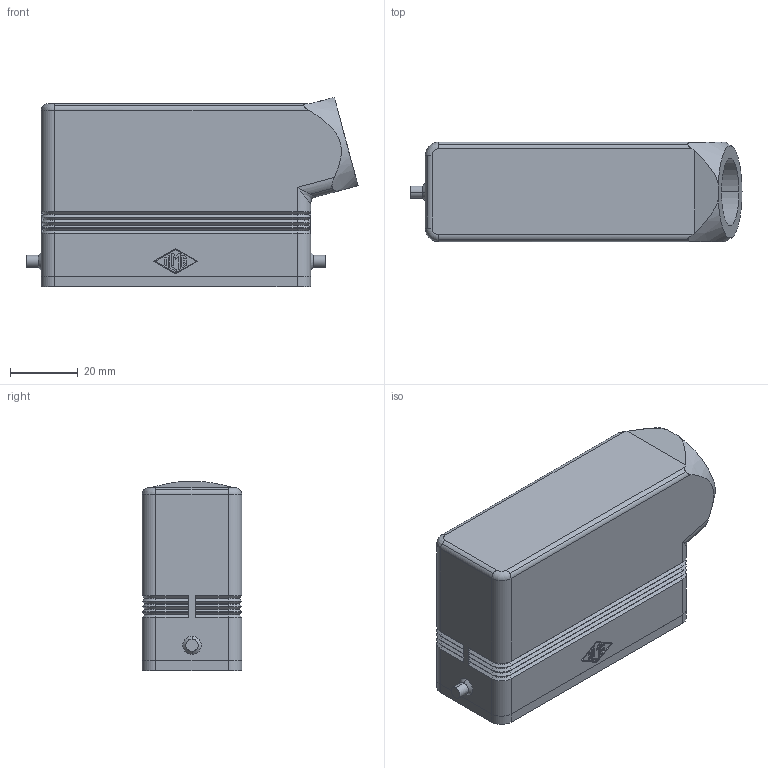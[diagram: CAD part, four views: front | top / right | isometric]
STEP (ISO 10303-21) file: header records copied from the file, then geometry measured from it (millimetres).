
FILE_DESCRIPTION((''),'2;1');
FILE_NAME('MZOW 25 L20.stp','2006-12-12T09:57:10',('gembarski'),(''),'Autodesk Inventor 7','Autodesk Inventor 7','');
FILE_SCHEMA(('AUTOMOTIVE_DESIGN { 1 0 10303 214 1 1 1 1 }'));
Length unit declared in the file: millimetre
Products named in the file (1): CZ_MZ Tüllengehäuse 1 Bügel 
Bounding box: 98.01 x 29.41 x 55.88 mm (x, y, z)
Volume: 47395.5 mm3; surface area: 28040 mm2
Topology: 1 solids, 1 shells, 330 faces, 783 edges, 465 vertices
Faces by surface type: plane 155, cylinder 88, cone 44, bspline 38, torus 5
Entity records: 9722 total; most frequent: CARTESIAN_POINT 2210, ORIENTED_EDGE 1546, DIRECTION 1541, EDGE_CURVE 773, VECTOR 547, LINE 547, AXIS2_PLACEMENT_3D 497, VERTEX_POINT 465
